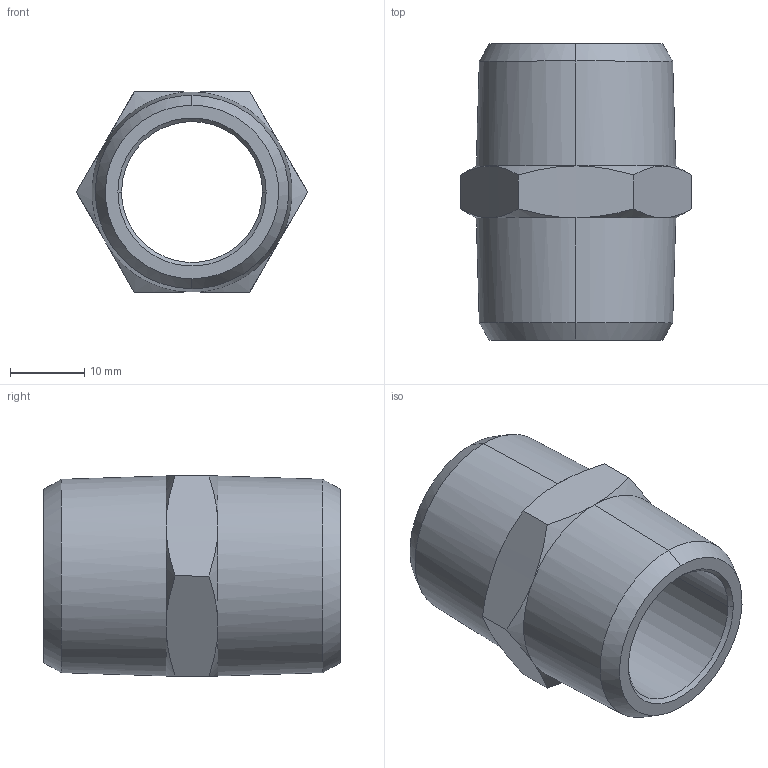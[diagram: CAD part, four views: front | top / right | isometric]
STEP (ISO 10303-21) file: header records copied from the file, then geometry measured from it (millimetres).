
FILE_DESCRIPTION (( 'STEP AP214' ), '1' );
FILE_NAME ('DRF.MM0505_C_IC.STEP', '2018-09-03T15:24:35', ( '' ), ( '' ), 'SwSTEP 2.0', 'SolidWorks 2018', '' );
FILE_SCHEMA (( 'AUTOMOTIVE_DESIGN' ));
Length unit declared in the file: millimetre
Products named in the file (1): DRF.MM0505_C_IC
Bounding box: 31.18 x 40 x 27 mm (x, y, z)
Volume: 10943.1 mm3; surface area: 6143.5 mm2
Topology: 1 solids, 1 shells, 34 faces, 72 edges, 40 vertices
Faces by surface type: bspline 34
Entity records: 1724 total; most frequent: CARTESIAN_POINT 1264, ORIENTED_EDGE 144, EDGE_CURVE 72, B_SPLINE_CURVE_WITH_KNOTS 49, VERTEX_POINT 40, EDGE_LOOP 36, ADVANCED_FACE 34, FACE_OUTER_BOUND 34
